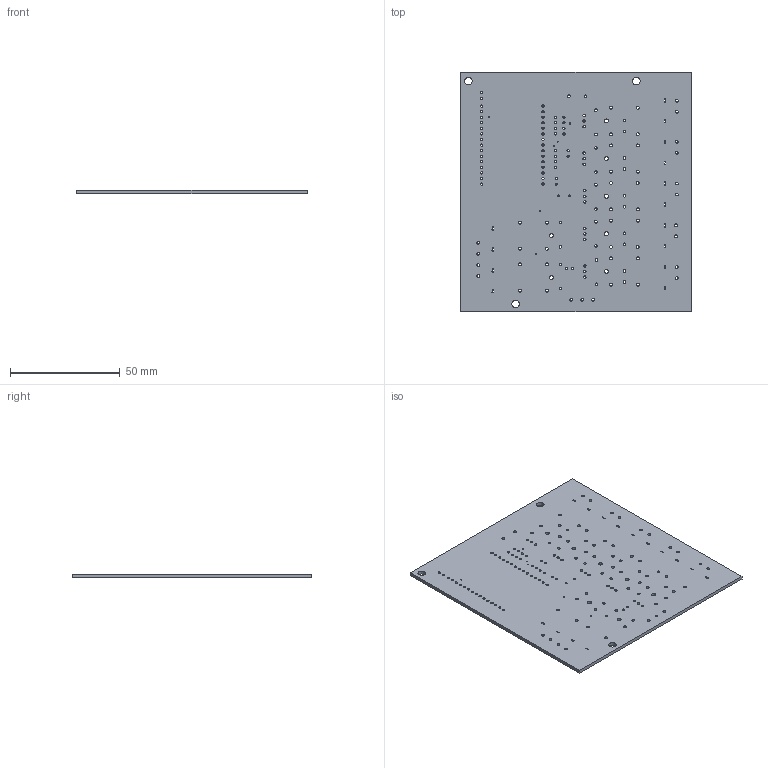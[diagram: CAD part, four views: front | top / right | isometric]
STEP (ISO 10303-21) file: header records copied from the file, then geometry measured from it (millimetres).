
FILE_DESCRIPTION(('for SolidWorks'),'2;1');
FILE_NAME('HabitatContro.step', '2020-07-16T16:56:58',('Leonardo'),(''), 'Open CASCADE STEP processor 6.6','DipTrace','Unknown');
FILE_SCHEMA(('AUTOMOTIVE_DESIGN { 1 0 10303 214 1 1 1 1 }'));
Length unit declared in the file: millimetre
Products named in the file (2): PCB_HabitatContro; Board_HabitatContro
Assembly tree (1 placements, depth 2):
  PCB_HabitatContro
    Board_HabitatContro
Bounding box: 105 x 109 x 1.59 mm (x, y, z)
Volume: 17861.8 mm3; surface area: 24169.2 mm2
Topology: 1 solids, 1 shells, 426 faces, 1272 edges, 848 vertices
Faces by surface type: plane 272, cylinder 154
Full cylindrical faces by diameter (mm): 0.5 x6, 0.9 x6, 1.016 x46, 1.1 x15, 1.2 x14, 1.27 x29, 1.321 x28, 1.803 x7, 3.4 x3
Entity records: 15033 total; most frequent: CARTESIAN_POINT 2548, ORIENTED_EDGE 2544, DIRECTION 2436, EDGE_CURVE 1272, LINE 964, VECTOR 964, VERTEX_POINT 848, FACE_BOUND 762
